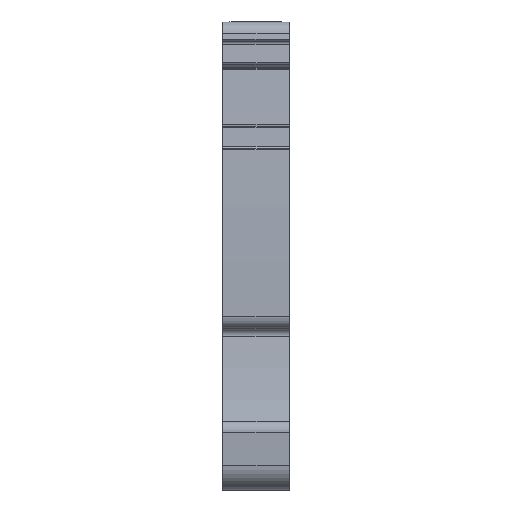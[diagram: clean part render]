
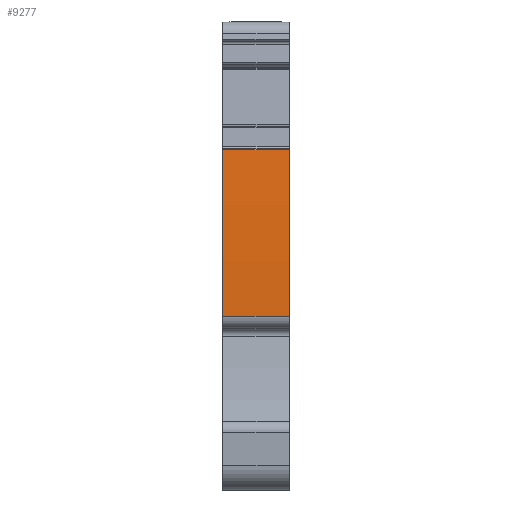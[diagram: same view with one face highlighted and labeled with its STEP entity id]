
A CAD part, front view. The second image highlights one B-rep face of the part: STEP entity #9277.
In plain terms, the highlighted cylindrical face has radius 154.9 mm (diameter 309.8 mm), a partial arc.
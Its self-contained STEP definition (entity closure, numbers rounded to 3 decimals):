
#1896=AXIS2_PLACEMENT_3D('Circle Axis2P3D',#1894,#1895,$) ;
#1903=AXIS2_PLACEMENT_3D('Circle Axis2P3D',#1901,#1902,$) ;
#2486=AXIS2_PLACEMENT_3D('Cylinder Axis2P3D',#2483,#2484,#2485) ;
#2880=AXIS2_PLACEMENT_3D('Circle Axis2P3D',#2878,#2879,$) ;
#2887=AXIS2_PLACEMENT_3D('Circle Axis2P3D',#2885,#2886,$) ;
#1891=CARTESIAN_POINT('Vertex',(0.,1.529,13.427)) ;
#1894=CARTESIAN_POINT('Axis2P3D Location',(0.,156.719,17.058)) ;
#1898=CARTESIAN_POINT('Vertex',(0.,1.528,13.45)) ;
#1901=CARTESIAN_POINT('Axis2P3D Location',(0.,156.387,17.05)) ;
#1905=CARTESIAN_POINT('Vertex',(0.,1.761,26.266)) ;
#2483=CARTESIAN_POINT('Axis2P3D Location',(2.55,156.387,17.05)) ;
#2875=CARTESIAN_POINT('Vertex',(5.1,1.761,26.266)) ;
#2878=CARTESIAN_POINT('Axis2P3D Location',(5.1,156.387,17.05)) ;
#2882=CARTESIAN_POINT('Vertex',(5.1,1.528,13.45)) ;
#2885=CARTESIAN_POINT('Axis2P3D Location',(5.1,156.719,17.058)) ;
#2889=CARTESIAN_POINT('Vertex',(5.1,1.529,13.427)) ;
#9252=CARTESIAN_POINT('Line Origine',(2.55,1.529,13.427)) ;
#9264=CARTESIAN_POINT('Line Origine',(2.55,1.761,26.266)) ;
#1895=DIRECTION('Axis2P3D Direction',(1.,0.,0.)) ;
#1902=DIRECTION('Axis2P3D Direction',(1.,0.,0.)) ;
#2484=DIRECTION('Axis2P3D Direction',(1.,0.,0.)) ;
#2485=DIRECTION('Axis2P3D XDirection',(0.,-0.993,0.118)) ;
#2879=DIRECTION('Axis2P3D Direction',(1.,0.,0.)) ;
#2886=DIRECTION('Axis2P3D Direction',(1.,0.,0.)) ;
#9253=DIRECTION('Vector Direction',(1.,0.,0.)) ;
#9265=DIRECTION('Vector Direction',(1.,0.,0.)) ;
#9254=VECTOR('Line Direction',#9253,1.) ;
#9266=VECTOR('Line Direction',#9265,1.) ;
#9270=ORIENTED_EDGE('',*,*,#2884,.F.) ;
#9271=ORIENTED_EDGE('',*,*,#9268,.F.) ;
#9272=ORIENTED_EDGE('',*,*,#1907,.T.) ;
#9273=ORIENTED_EDGE('',*,*,#1900,.T.) ;
#9274=ORIENTED_EDGE('',*,*,#9256,.T.) ;
#9275=ORIENTED_EDGE('',*,*,#2891,.F.) ;
#9277=ADVANCED_FACE('MLD',(#9276),#2487,.T.) ;
#1897=CIRCLE('generated circle',#1896,155.232) ;
#1904=CIRCLE('generated circle',#1903,154.9) ;
#2881=CIRCLE('generated circle',#2880,154.9) ;
#2888=CIRCLE('generated circle',#2887,155.232) ;
#2487=CYLINDRICAL_SURFACE('generated cylinder',#2486,154.9) ;
#1900=EDGE_CURVE('',#1899,#1892,#1897,.T.) ;
#1907=EDGE_CURVE('',#1906,#1899,#1904,.T.) ;
#2884=EDGE_CURVE('',#2876,#2883,#2881,.T.) ;
#2891=EDGE_CURVE('',#2883,#2890,#2888,.T.) ;
#9256=EDGE_CURVE('',#1892,#2890,#9255,.T.) ;
#9268=EDGE_CURVE('',#1906,#2876,#9267,.T.) ;
#9269=EDGE_LOOP('',(#9270,#9271,#9272,#9273,#9274,#9275)) ;
#9276=FACE_OUTER_BOUND('',#9269,.T.) ;
#9255=LINE('Line',#9252,#9254) ;
#9267=LINE('Line',#9264,#9266) ;
#1892=VERTEX_POINT('',#1891) ;
#1899=VERTEX_POINT('',#1898) ;
#1906=VERTEX_POINT('',#1905) ;
#2876=VERTEX_POINT('',#2875) ;
#2883=VERTEX_POINT('',#2882) ;
#2890=VERTEX_POINT('',#2889) ;
